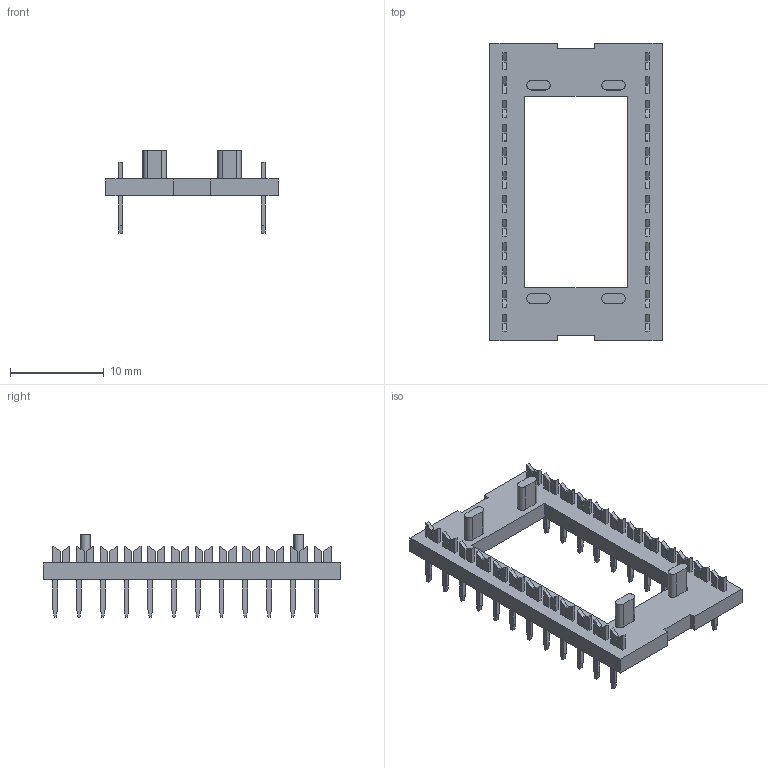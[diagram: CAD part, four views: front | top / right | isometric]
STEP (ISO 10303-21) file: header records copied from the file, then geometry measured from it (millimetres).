
FILE_DESCRIPTION(/* description */ (''),/* implementation_level */ '2;1');
FILE_NAME(/* name */ 'DIP 24 to Wire v3.step',/* time_stamp */ '2023-02-20T17:04:37+01:00',/* author */ (''),/* organization */ (''),/* preprocessor_version */ 'ST-DEVELOPER v19.2',/* originating_system */ 'Autodesk Translation Framework v11.17.0.187',/* authorisation */ '');
FILE_SCHEMA (('AUTOMOTIVE_DESIGN { 1 0 10303 214 3 1 1 }'));
Length unit declared in the file: millimetre
Products named in the file (1): DIP 24 to Wire
Bounding box: 18.4 x 31.8 x 8.8 mm (x, y, z)
Volume: 707.5 mm3; surface area: 1424.7 mm2
Topology: 1 solids, 1 shells, 446 faces, 1104 edges, 736 vertices
Faces by surface type: plane 438, cylinder 8
Entity records: 13441 total; most frequent: CARTESIAN_POINT 2287, ORIENTED_EDGE 2208, DIRECTION 2014, EDGE_CURVE 1104, LINE 1088, VECTOR 1088, VERTEX_POINT 736, EDGE_LOOP 524
